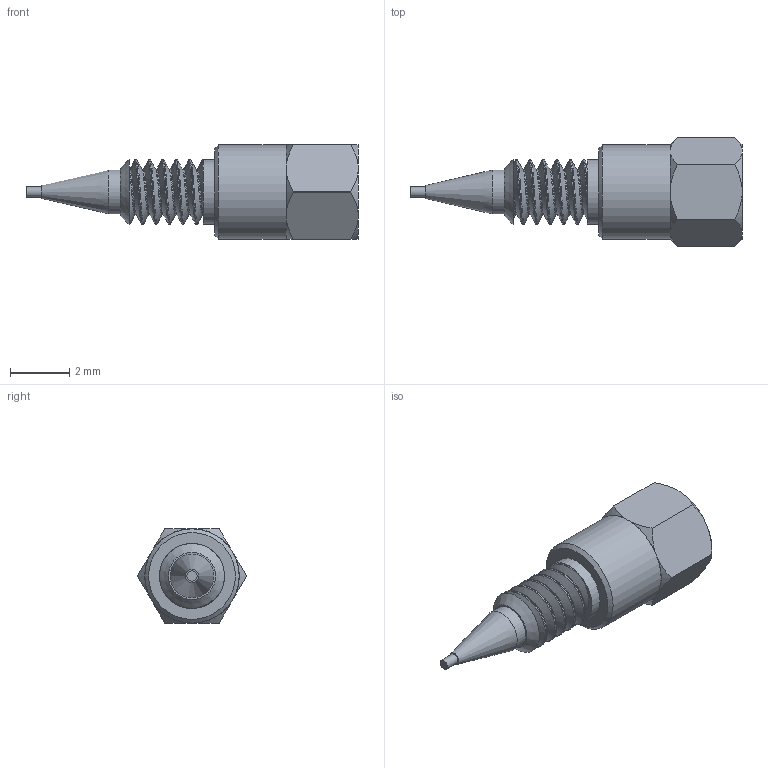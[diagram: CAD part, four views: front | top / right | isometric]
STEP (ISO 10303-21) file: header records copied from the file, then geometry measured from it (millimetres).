
FILE_DESCRIPTION((''),'2;1');
FILE_NAME('622303-C360PPK Plug.stp','2013-08-20T13:55:02',('Franzp'),(''),'Autodesk Inventor 2013','Autodesk Inventor 2013','');
FILE_SCHEMA(('AUTOMOTIVE_DESIGN { 1 0 10303 214 1 1 1 1 }'));
Length unit declared in the file: millimetre
Products named in the file (1): 622303
Bounding box: 11.18 x 3.67 x 3.17 mm (x, y, z)
Volume: 51.5 mm3; surface area: 133.7 mm2
Topology: 2 solids, 2 shells, 55 faces, 134 edges, 87 vertices
Faces by surface type: plane 21, cone 15, cylinder 13, bspline 6
Full cylindrical faces by diameter (mm): 0.343 x1, 1.473 x1, 1.512 x2, 2.184 x1, 3.175 x1
Entity records: 2921 total; most frequent: CARTESIAN_POINT 1743, ORIENTED_EDGE 240, DIRECTION 224, EDGE_CURVE 120, AXIS2_PLACEMENT_3D 97, VERTEX_POINT 83, EDGE_LOOP 71, FACE_OUTER_BOUND 55
